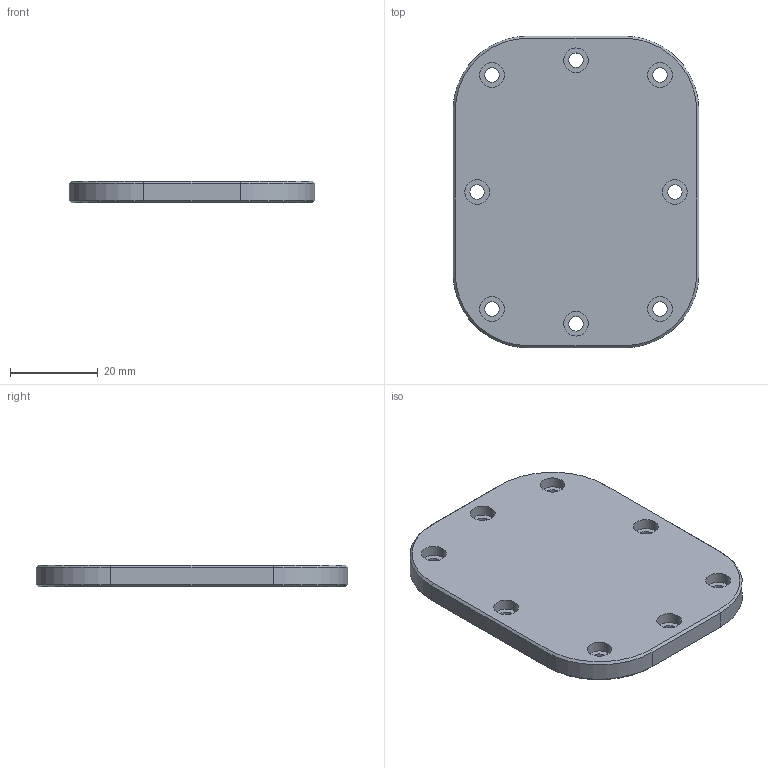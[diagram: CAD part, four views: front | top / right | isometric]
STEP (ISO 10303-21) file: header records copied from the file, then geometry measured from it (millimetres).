
FILE_DESCRIPTION(/* description */ (''),/* implementation_level */ '2;1');
FILE_NAME(/* name */ 'plate_no_holes.step',/* time_stamp */ '2022-09-07T14:20:54+02:00',/* author */ (''),/* organization */ (''),/* preprocessor_version */ 'ST-DEVELOPER v19',/* originating_system */ 'Autodesk Translation Framework v11.7.0.108',/* authorisation */ '');
FILE_SCHEMA (('AUTOMOTIVE_DESIGN { 1 0 10303 214 3 1 1 }'));
Length unit declared in the file: millimetre
Products named in the file (2): simple_snappergps_turtle_case_printable; plate
Assembly tree (1 placements, depth 2):
  simple_snappergps_turtle_case_printable
    plate
Bounding box: 56 x 71 x 5 mm (x, y, z)
Volume: 13893.2 mm3; surface area: 9257.7 mm2
Topology: 1 solids, 1 shells, 67 faces, 144 edges, 88 vertices
Faces by surface type: plane 31, cylinder 24, cone 12
Full cylindrical faces by diameter (mm): 3.3 x8, 5.6 x8
Entity records: 1921 total; most frequent: DIRECTION 346, CARTESIAN_POINT 303, ORIENTED_EDGE 288, EDGE_CURVE 144, AXIS2_PLACEMENT_3D 131, EDGE_LOOP 92, VERTEX_POINT 88, LINE 84
